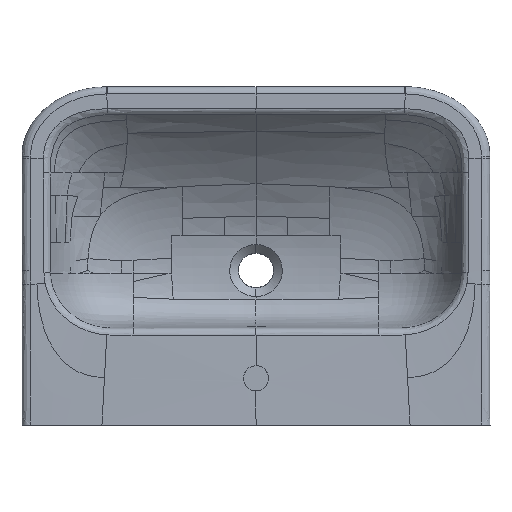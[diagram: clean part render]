
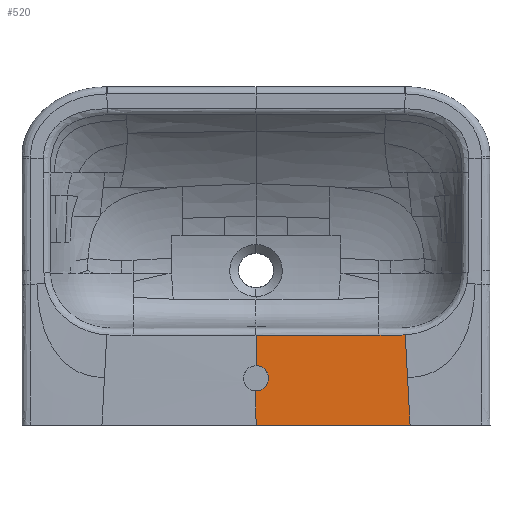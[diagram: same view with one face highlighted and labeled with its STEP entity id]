
A CAD part, top view. The second image highlights one B-rep face of the part: STEP entity #520.
In plain terms, the highlighted free-form (B-spline) face has degree [3, 3] with [5, 4] control points.
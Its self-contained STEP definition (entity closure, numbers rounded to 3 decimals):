
#80=LINE('',#21221,#149);
#81=LINE('',#21243,#150);
#149=VECTOR('',#6235,1.);
#150=VECTOR('',#6236,1.);
#257=B_SPLINE_SURFACE_WITH_KNOTS('',3,3,((#21244,#21245,#21246,#21247),
(#21248,#21249,#21250,#21251),(#21252,#21253,#21254,#21255),(#21256,#21257,
#21258,#21259),(#21260,#21261,#21262,#21263)),.UNSPECIFIED.,.F.,.F.,.F.,
(4,1,4),(4,4),(0.,0.2,1.),(0.,1.),.UNSPECIFIED.);
#520=ADVANCED_FACE('',(#1020),#257,.T.);
#1020=FACE_OUTER_BOUND('',#1379,.T.);
#1379=EDGE_LOOP('',(#2848,#2849,#2850,#2851,#2852,#2853,#2854,#2855,#2856,
#2857));
#1872=B_SPLINE_CURVE_WITH_KNOTS('',3,(#17697,#17698,#17699,#17700),
 .UNSPECIFIED.,.F.,.F.,(4,4),(0.,1.),.UNSPECIFIED.);
#1873=B_SPLINE_CURVE_WITH_KNOTS('',3,(#17702,#17703,#17704,#17705),
 .UNSPECIFIED.,.F.,.F.,(4,4),(0.,1.),.UNSPECIFIED.);
#1898=B_SPLINE_CURVE_WITH_KNOTS('',3,(#20032,#20033,#20034,#20035,#20036,
#20037,#20038,#20039,#20040),.UNSPECIFIED.,.F.,.F.,(4,1,1,1,1,1,4),(0.,
0.125,0.25,0.375,0.5,0.75,1.),.UNSPECIFIED.);
#1908=B_SPLINE_CURVE_WITH_KNOTS('',3,(#21205,#21206,#21207,#21208,#21209,
#21210,#21211,#21212,#21213,#21214,#21215,#21216,#21217,#21218),
 .UNSPECIFIED.,.F.,.F.,(4,2,2,2,2,2,4),(0.,0.125,0.25,0.5,
0.625,0.75,1.),.UNSPECIFIED.);
#1909=B_SPLINE_CURVE_WITH_KNOTS('',3,(#21223,#21224,#21225,#21226),
 .UNSPECIFIED.,.F.,.F.,(4,4),(0.,1.),.UNSPECIFIED.);
#1910=B_SPLINE_CURVE_WITH_KNOTS('',3,(#21228,#21229,#21230,#21231),
 .UNSPECIFIED.,.F.,.F.,(4,4),(0.,1.),.UNSPECIFIED.);
#1911=B_SPLINE_CURVE_WITH_KNOTS('',3,(#21233,#21234,#21235,#21236),
 .UNSPECIFIED.,.F.,.F.,(4,4),(0.,1.),.UNSPECIFIED.);
#1912=B_SPLINE_CURVE_WITH_KNOTS('',3,(#21238,#21239,#21240,#21241,#21242),
 .UNSPECIFIED.,.F.,.F.,(4,1,4),(0.,0.2,1.),.UNSPECIFIED.);
#2848=ORIENTED_EDGE('',*,*,#5284,.F.);
#2849=ORIENTED_EDGE('',*,*,#5285,.F.);
#2850=ORIENTED_EDGE('',*,*,#5286,.T.);
#2851=ORIENTED_EDGE('',*,*,#5287,.T.);
#2852=ORIENTED_EDGE('',*,*,#5288,.T.);
#2853=ORIENTED_EDGE('',*,*,#5289,.F.);
#2854=ORIENTED_EDGE('',*,*,#5249,.T.);
#2855=ORIENTED_EDGE('',*,*,#5248,.T.);
#2856=ORIENTED_EDGE('',*,*,#5274,.F.);
#2857=ORIENTED_EDGE('',*,*,#5290,.F.);
#4566=VERTEX_POINT('',#17696);
#4567=VERTEX_POINT('',#17701);
#4568=VERTEX_POINT('',#17706);
#4587=VERTEX_POINT('',#20041);
#4594=VERTEX_POINT('',#21219);
#4595=VERTEX_POINT('',#21220);
#4596=VERTEX_POINT('',#21222);
#4597=VERTEX_POINT('',#21227);
#4598=VERTEX_POINT('',#21232);
#4599=VERTEX_POINT('',#21237);
#5248=EDGE_CURVE('',#4567,#4566,#1872,.T.);
#5249=EDGE_CURVE('',#4568,#4567,#1873,.T.);
#5274=EDGE_CURVE('',#4587,#4566,#1898,.T.);
#5284=EDGE_CURVE('',#4594,#4595,#1908,.T.);
#5285=EDGE_CURVE('',#4596,#4594,#80,.T.);
#5286=EDGE_CURVE('',#4596,#4597,#1909,.T.);
#5287=EDGE_CURVE('',#4597,#4598,#1910,.T.);
#5288=EDGE_CURVE('',#4598,#4599,#1911,.T.);
#5289=EDGE_CURVE('',#4568,#4599,#1912,.T.);
#5290=EDGE_CURVE('',#4595,#4587,#81,.T.);
#6235=DIRECTION('',(0.,1.,-0.022));
#6236=DIRECTION('',(0.,1.,-0.022));
#17696=CARTESIAN_POINT('',(170.749,125.068,-0.823));
#17697=CARTESIAN_POINT('',(201.071,125.068,-0.84));
#17698=CARTESIAN_POINT('',(190.964,125.068,-0.834));
#17699=CARTESIAN_POINT('',(180.857,125.068,-0.828));
#17700=CARTESIAN_POINT('',(170.749,125.068,-0.823));
#17701=CARTESIAN_POINT('',(201.072,125.068,-0.84));
#17702=CARTESIAN_POINT('',(207.28,125.258,-0.847));
#17703=CARTESIAN_POINT('',(205.218,125.132,-0.844));
#17704=CARTESIAN_POINT('',(203.149,125.068,-0.841));
#17705=CARTESIAN_POINT('',(201.073,125.068,-0.84));
#17706=CARTESIAN_POINT('',(207.279,125.259,-0.847));
#20032=CARTESIAN_POINT('',(0.,125.068,-0.779));
#20033=CARTESIAN_POINT('',(7.115,125.068,-0.779));
#20034=CARTESIAN_POINT('',(21.344,125.068,-0.78));
#20035=CARTESIAN_POINT('',(42.687,125.068,-0.782));
#20036=CARTESIAN_POINT('',(64.031,125.068,-0.785));
#20037=CARTESIAN_POINT('',(92.489,125.068,-0.792));
#20038=CARTESIAN_POINT('',(128.062,125.068,-0.803));
#20039=CARTESIAN_POINT('',(156.52,125.068,-0.816));
#20040=CARTESIAN_POINT('',(170.749,125.068,-0.823));
#20041=CARTESIAN_POINT('',(0.,125.068,-0.779));
#21205=CARTESIAN_POINT('',(0.,47.5,0.944));
#21206=CARTESIAN_POINT('',(2.312,47.5,0.944));
#21207=CARTESIAN_POINT('',(4.581,47.955,0.934));
#21208=CARTESIAN_POINT('',(8.82,49.712,0.894));
#21209=CARTESIAN_POINT('',(10.761,51.012,0.865));
#21210=CARTESIAN_POINT('',(15.604,55.855,0.756));
#21211=CARTESIAN_POINT('',(17.497,60.424,0.654));
#21212=CARTESIAN_POINT('',(17.502,67.27,0.502));
#21213=CARTESIAN_POINT('',(17.049,69.564,0.451));
#21214=CARTESIAN_POINT('',(15.299,73.801,0.358));
#21215=CARTESIAN_POINT('',(14.016,75.73,0.315));
#21216=CARTESIAN_POINT('',(9.12,80.633,0.208));
#21217=CARTESIAN_POINT('',(4.625,82.5,0.167));
#21218=CARTESIAN_POINT('',(0.,82.5,0.167));
#21219=CARTESIAN_POINT('',(0.,47.5,0.944));
#21220=CARTESIAN_POINT('',(0.,82.5,0.167));
#21221=CARTESIAN_POINT('',(0.,67.5,0.5));
#21222=CARTESIAN_POINT('',(0.,0.,2.));
#21223=CARTESIAN_POINT('',(0.,0.,2.));
#21224=CARTESIAN_POINT('',(71.327,0.,2.));
#21225=CARTESIAN_POINT('',(142.653,0.,1.707));
#21226=CARTESIAN_POINT('',(213.977,0.,1.12));
#21227=CARTESIAN_POINT('',(213.977,0.,1.12));
#21228=CARTESIAN_POINT('',(213.977,0.,1.12));
#21229=CARTESIAN_POINT('',(212.801,21.996,0.775));
#21230=CARTESIAN_POINT('',(211.625,43.992,0.429));
#21231=CARTESIAN_POINT('',(210.449,65.988,0.084));
#21232=CARTESIAN_POINT('',(210.449,65.988,0.084));
#21233=CARTESIAN_POINT('',(210.449,65.988,0.084));
#21234=CARTESIAN_POINT('',(209.219,88.992,-0.277));
#21235=CARTESIAN_POINT('',(207.989,111.996,-0.639));
#21236=CARTESIAN_POINT('',(206.759,135.,-1.));
#21237=CARTESIAN_POINT('',(207.293,125.003,-0.843));
#21238=CARTESIAN_POINT('',(205.836,152.253,-1.271));
#21239=CARTESIAN_POINT('',(206.144,146.502,-1.181));
#21240=CARTESIAN_POINT('',(207.681,117.747,-0.729));
#21241=CARTESIAN_POINT('',(209.219,88.992,-0.277));
#21242=CARTESIAN_POINT('',(210.449,65.988,0.084));
#21243=CARTESIAN_POINT('',(0.,67.5,0.5));
#21244=CARTESIAN_POINT('',(255.678,176.46,-1.501));
#21245=CARTESIAN_POINT('',(259.608,117.64,-0.79));
#21246=CARTESIAN_POINT('',(263.538,58.82,-0.08));
#21247=CARTESIAN_POINT('',(267.469,0.,0.63));
#21248=CARTESIAN_POINT('',(238.633,176.46,-1.555));
#21249=CARTESIAN_POINT('',(242.301,117.64,-0.767));
#21250=CARTESIAN_POINT('',(245.97,58.82,0.021));
#21251=CARTESIAN_POINT('',(249.638,0.,0.809));
#21252=CARTESIAN_POINT('',(153.406,176.46,-1.809));
#21253=CARTESIAN_POINT('',(155.765,117.64,-0.661));
#21254=CARTESIAN_POINT('',(158.125,58.82,0.486));
#21255=CARTESIAN_POINT('',(160.485,0.,1.633));
#21256=CARTESIAN_POINT('',(68.18,176.46,-1.921));
#21257=CARTESIAN_POINT('',(69.229,117.64,-0.614));
#21258=CARTESIAN_POINT('',(70.278,58.82,0.693));
#21259=CARTESIAN_POINT('',(71.327,0.,2.));
#21260=CARTESIAN_POINT('',(0.,176.46,-1.921));
#21261=CARTESIAN_POINT('',(0.,117.64,-0.614));
#21262=CARTESIAN_POINT('',(0.,58.82,0.693));
#21263=CARTESIAN_POINT('',(0.,0.,2.));
